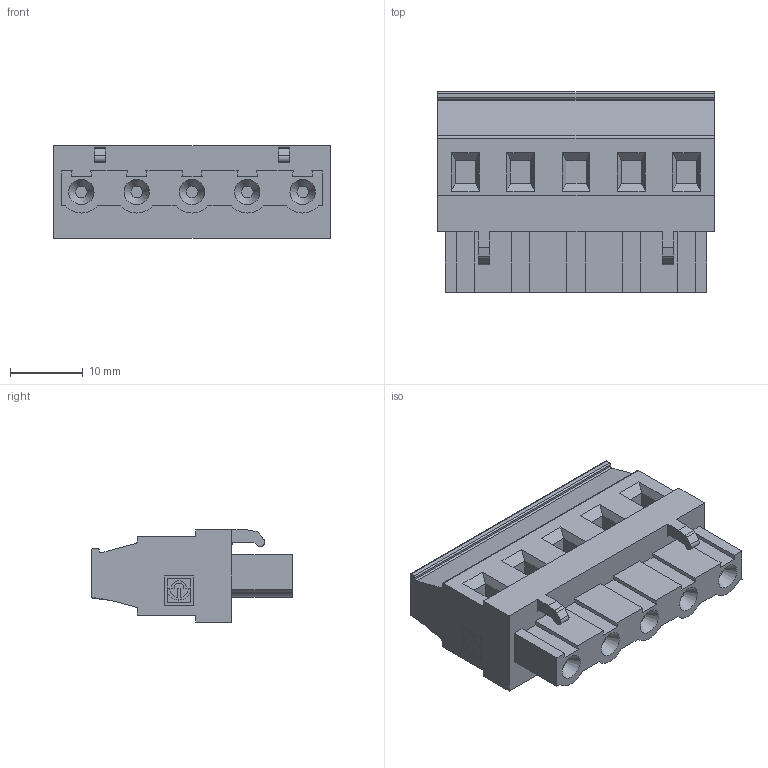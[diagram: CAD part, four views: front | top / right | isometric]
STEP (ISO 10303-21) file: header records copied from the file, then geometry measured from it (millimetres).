
FILE_DESCRIPTION(('STEP AP214'),'1');
FILE_NAME('SV05-7,62-F.stp','2020-05-14T12:25:46',(' '),(' '),'Spatial InterOp 3D',' ',' ');
FILE_SCHEMA(('automotive_design'));
Length unit declared in the file: metre
Products named in the file (1): 1
Bounding box: 38.1 x 27.6 x 12.7 mm (x, y, z)
Volume: 8405.7 mm3; surface area: 4415.9 mm2
Topology: 1 solids, 1 shells, 216 faces, 542 edges, 358 vertices
Faces by surface type: plane 155, cylinder 55, cone 5, extrusion 1
Full cylindrical faces by diameter (mm): 1.6 x5, 3.97 x5
Entity records: 8057 total; most frequent: CARTESIAN_POINT 1110, DIRECTION 1068, ORIENTED_EDGE 1044, EDGE_CURVE 522, VECTOR 406, LINE 405, VERTEX_POINT 353, AXIS2_PLACEMENT_3D 331
